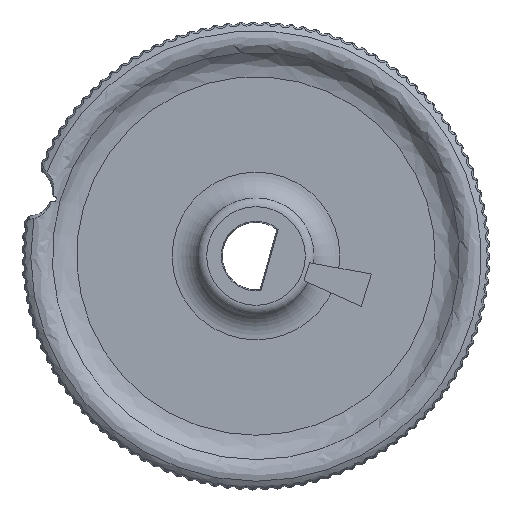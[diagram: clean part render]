
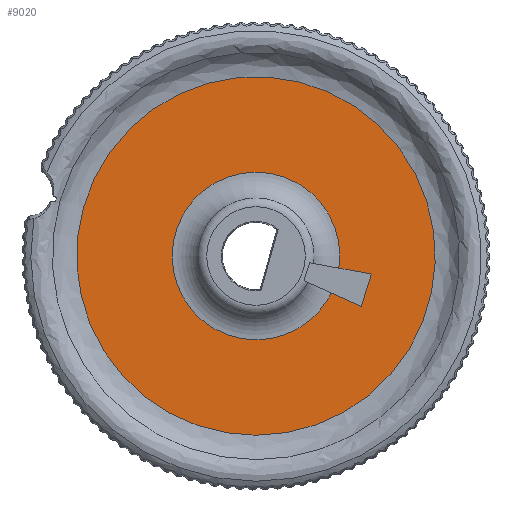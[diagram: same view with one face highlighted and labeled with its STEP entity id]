
A CAD part, left-side view. The second image highlights one B-rep face of the part: STEP entity #9020.
In plain terms, the highlighted planar face has unit normal (-1, -0.001, 0).
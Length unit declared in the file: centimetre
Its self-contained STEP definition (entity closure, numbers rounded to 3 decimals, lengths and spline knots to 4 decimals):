
#1702=FACE_BOUND('',#2443,.T.);
#1708=PLANE('',#9746);
#1724=FACE_OUTER_BOUND('',#2442,.T.);
#2442=EDGE_LOOP('',(#6099,#6100));
#2443=EDGE_LOOP('',(#6101));
#3166=CIRCLE('',#9744,0.8708);
#3168=CIRCLE('',#9747,1.8611);
#3169=CIRCLE('',#9748,1.8611);
#3890=VERTEX_POINT('',#13624);
#3891=VERTEX_POINT('',#13629);
#3892=VERTEX_POINT('',#13630);
#4638=EDGE_CURVE('',#3890,#3890,#3166,.T.);
#4640=EDGE_CURVE('',#3891,#3892,#3168,.T.);
#4641=EDGE_CURVE('',#3892,#3891,#3169,.T.);
#6099=ORIENTED_EDGE('',*,*,#4640,.F.);
#6100=ORIENTED_EDGE('',*,*,#4641,.F.);
#6101=ORIENTED_EDGE('',*,*,#4638,.F.);
#9020=ADVANCED_FACE('',(#1724,#1702),#1708,.T.);
#9744=AXIS2_PLACEMENT_3D('',#13626,#10960,#10961);
#9746=AXIS2_PLACEMENT_3D('',#13628,#10964,#10965);
#9747=AXIS2_PLACEMENT_3D('',#13631,#10966,#10967);
#9748=AXIS2_PLACEMENT_3D('',#13632,#10968,#10969);
#10960=DIRECTION('center_axis',(-1.,-0.001,
0.));
#10961=DIRECTION('ref_axis',(0.,0.,
-1.));
#10964=DIRECTION('center_axis',(-1.,-0.001,
0.));
#10965=DIRECTION('ref_axis',(0.,0.,
1.));
#10966=DIRECTION('center_axis',(1.,0.001,0.));
#10967=DIRECTION('ref_axis',(0.,-0.001,
-1.));
#10968=DIRECTION('center_axis',(1.,0.001,0.));
#10969=DIRECTION('ref_axis',(-0.001,0.962,0.272));
#13624=CARTESIAN_POINT('',(2.6766,3.093,-5.8196));
#13626=CARTESIAN_POINT('Origin',(2.6764,3.0923,-4.9488));
#13628=CARTESIAN_POINT('Origin',(2.6764,3.0923,-4.9488));
#13629=CARTESIAN_POINT('',(2.6747,4.8834,-4.4431));
#13630=CARTESIAN_POINT('',(2.6769,3.0907,-6.8099));
#13631=CARTESIAN_POINT('Origin',(2.6764,3.0923,-4.9488));
#13632=CARTESIAN_POINT('Origin',(2.6764,3.0923,-4.9488));
